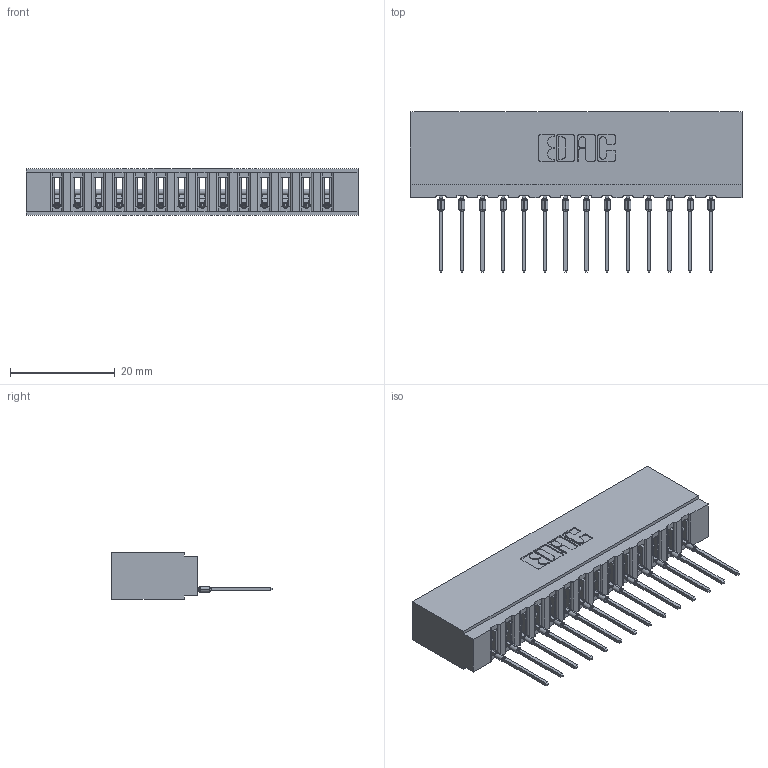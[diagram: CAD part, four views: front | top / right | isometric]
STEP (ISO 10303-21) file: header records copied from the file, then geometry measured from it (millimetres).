
FILE_DESCRIPTION (( 'STEP AP203' ), '1' );
FILE_NAME ('737-014-545-101.STEP', '2026-02-24T21:05:36', ( '' ), ( '' ), 'SwSTEP 2.0', 'SolidWorks 2023', '' );
FILE_SCHEMA (( 'CONFIG_CONTROL_DESIGN' ));
Length unit declared in the file: millimetre
Products named in the file (3): 737 Part_Insulator Option - 01; 737-014-545-101; 745-292-001_545
Assembly tree (15 placements, depth 2):
  737-014-545-101
    737 Part_Insulator Option - 01
    745-292-001_545  x14
Bounding box: 63.35 x 30.62 x 8.89 mm (x, y, z)
Volume: 6290.1 mm3; surface area: 8470.4 mm2
Topology: 15 solids, 15 shells, 1676 faces, 4609 edges, 2914 vertices
Faces by surface type: plane 1006, cylinder 306, bspline 280, torus 84
Entity records: 27373 total; most frequent: CARTESIAN_POINT 5327, ORIENTED_EDGE 4720, DIRECTION 4116, EDGE_CURVE 2360, VECTOR 2094, LINE 2094, VERTEX_POINT 1510, AXIS2_PLACEMENT_3D 1011
